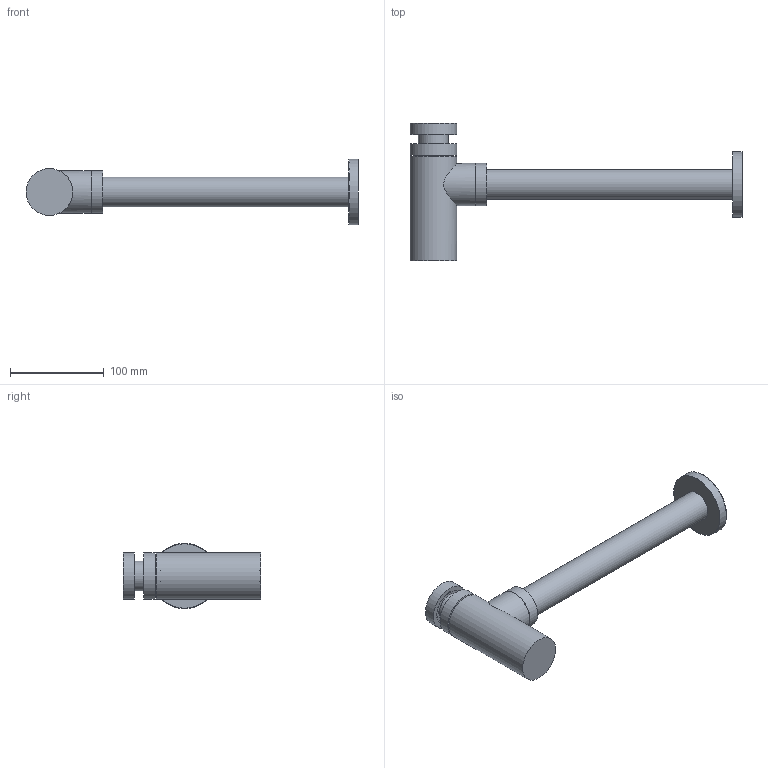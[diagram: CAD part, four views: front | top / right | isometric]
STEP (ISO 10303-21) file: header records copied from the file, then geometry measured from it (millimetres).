
FILE_DESCRIPTION (( 'STEP AP203' ), '1' );
FILE_NAME ('99ZP02331_00.STEP', '2021-04-15T11:33:50', ( '' ), ( '' ), 'SwSTEP 2.0', 'SolidWorks 2018', '' );
FILE_SCHEMA (( 'CONFIG_CONTROL_DESIGN' ));
Length unit declared in the file: millimetre
Products named in the file (1): 99ZP02331_00
Bounding box: 355 x 147 x 70 mm (x, y, z)
Volume: 117783.6 mm3; surface area: 177968.9 mm2
Topology: 10 solids, 10 shells, 91 faces, 150 edges, 96 vertices
Faces by surface type: cylinder 39, plane 38, cone 13, torus 1
Full cylindrical faces by diameter (mm): 28 x1, 30 x1, 31 x1, 31.249 x1, 32 x2, 32.088 x1, 32.2 x1, 32.308 x1, 32.5 x4, 33.2 x1, 34 x1, 34.5 x1, 37.484 x1, 38 x1, 39.8 x1, 39.95 x1, 40 x5, 41.5 x4, 42 x1, 45 x2, 47 x1, 50 x3, 69 x1, 70 x1
Entity records: 2387 total; most frequent: CARTESIAN_POINT 737, DIRECTION 360, ORIENTED_EDGE 188, EDGE_LOOP 180, AXIS2_PLACEMENT_3D 179, FACE_OUTER_BOUND 130, EDGE_CURVE 94, VERTEX_POINT 92
